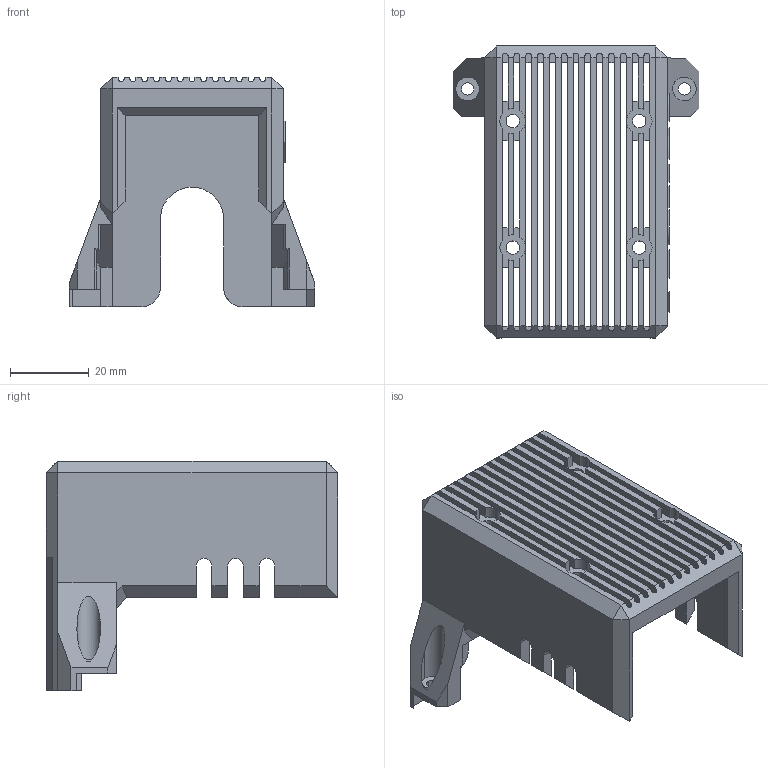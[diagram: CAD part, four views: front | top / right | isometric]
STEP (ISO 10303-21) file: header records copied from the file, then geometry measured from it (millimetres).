
FILE_DESCRIPTION (( 'STEP AP203' ), '1' );
FILE_NAME ('blv-10mm-X carriage fan grill volcano_v1.STEP', '2019-06-05T08:01:18', ( '' ), ( '' ), 'SwSTEP 2.0', 'SolidWorks 2016', '' );
FILE_SCHEMA (( 'CONFIG_CONTROL_DESIGN' ));
Length unit declared in the file: millimetre
Products named in the file (2): blv-10mm-X carriage fan grill volcano_v1
Bounding box: 62.43 x 74.1 x 58.4 mm (x, y, z)
Volume: 28615.9 mm3; surface area: 26626 mm2
Topology: 1 solids, 1 shells, 440 faces, 1367 edges, 898 vertices
Faces by surface type: plane 293, cylinder 103, bspline 36, torus 8
Entity records: 16130 total; most frequent: CARTESIAN_POINT 3939, ORIENTED_EDGE 2734, DIRECTION 2252, EDGE_CURVE 1367, VECTOR 1056, LINE 1056, VERTEX_POINT 898, AXIS2_PLACEMENT_3D 598
